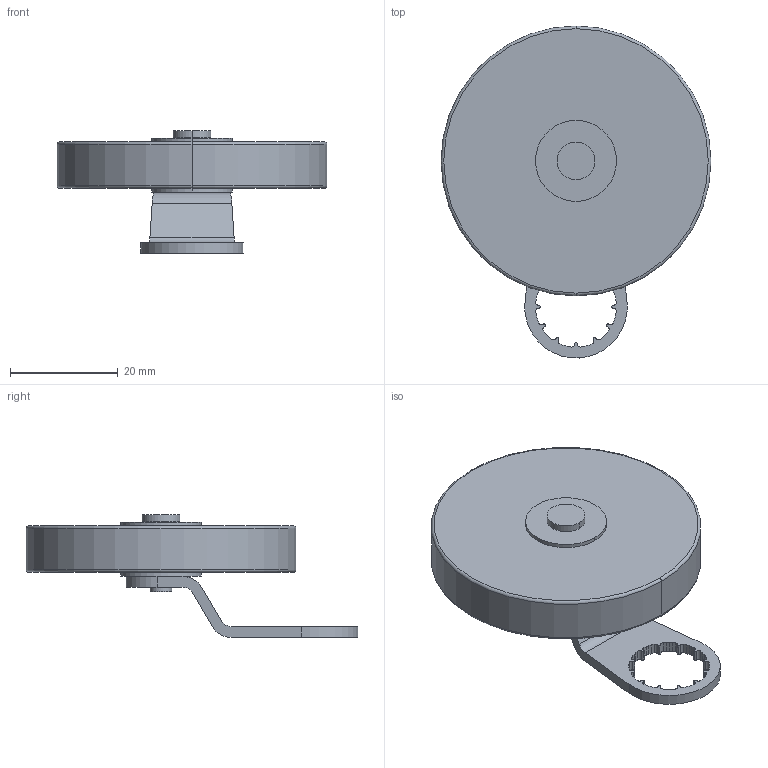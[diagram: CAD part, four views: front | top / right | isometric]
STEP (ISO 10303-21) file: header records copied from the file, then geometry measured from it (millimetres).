
FILE_DESCRIPTION(('STEP AP214'),'1');
FILE_NAME('cctmp_39D3C859-A738-479A-A9EC-93BC4D66DE08_2023_07_21_12_27_44_0140..stp','2023-07-21T10:27:45',('SIEMENS A&D'),('CADClick - www.CADClick.com'),'Spatial InterOp 3D postprocessed',' ','unknown authorization');
FILE_SCHEMA(('AUTOMOTIVE_DESIGN'));
Length unit declared in the file: millimetre
Products named in the file (4): cc_unnamed; 2023_07_21_12_27_44_0122; 2023_07_21_12_27_44_0118; 2023_07_21_12_27_44_0114
Assembly tree (3 placements, depth 2):
  cc_unnamed
    2023_07_21_12_27_44_0122
    2023_07_21_12_27_44_0118
    2023_07_21_12_27_44_0114
Bounding box: 50 x 61.48 x 22.75 mm (x, y, z)
Volume: 18257.1 mm3; surface area: 7134.3 mm2
Topology: 3 solids, 3 shells, 167 faces, 465 edges, 307 vertices
Faces by surface type: plane 88, cylinder 73, torus 4, cone 2
Entity records: 9068 total; most frequent: DIRECTION 959, CARTESIAN_POINT 941, STYLED_ITEM 940, PRESENTATION_STYLE_ASSIGNMENT 940, ORIENTED_EDGE 926, EDGE_CURVE 463, CURVE_STYLE 463, DRAUGHTING_PRE_DEFINED_CURVE_FONT 463
